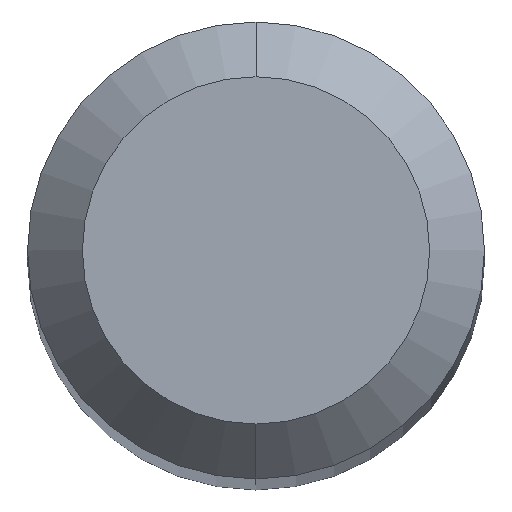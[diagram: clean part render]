
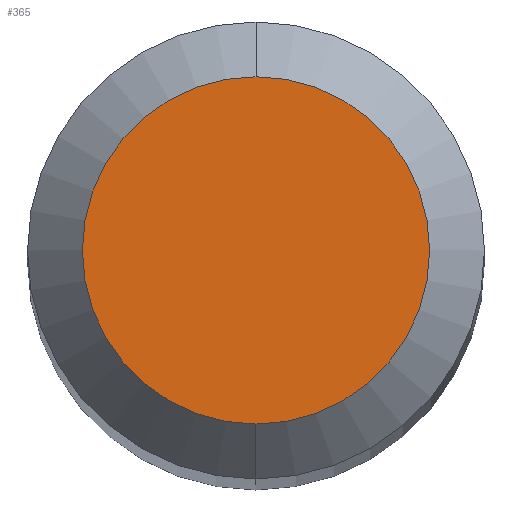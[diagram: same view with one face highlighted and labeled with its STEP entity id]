
A CAD part, top view. The second image highlights one B-rep face of the part: STEP entity #365.
In plain terms, the highlighted planar face has unit normal (0, 0, 1).
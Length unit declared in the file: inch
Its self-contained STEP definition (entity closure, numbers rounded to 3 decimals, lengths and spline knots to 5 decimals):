
#1 = DIRECTION ( 'NONE',  ( 0., 1., 0. ) ) ;
#10 = CIRCLE ( 'NONE', #418, 0.0475 ) ;
#21 = DIRECTION ( 'NONE',  ( 0., 0., 1. ) ) ;
#52 = CARTESIAN_POINT ( 'NONE',  ( 0., 0., 0. ) ) ;
#65 = DIRECTION ( 'NONE',  ( 0., -1., 0. ) ) ;
#102 = EDGE_LOOP ( 'NONE', ( #518, #422 ) ) ;
#141 = CARTESIAN_POINT ( 'NONE',  ( 0., 0.0475, 0. ) ) ;
#143 = VERTEX_POINT ( 'NONE', #229 ) ;
#163 = EDGE_CURVE ( 'NONE', #143, #391, #10, .T. ) ;
#173 = CARTESIAN_POINT ( 'NONE',  ( 0., 0.0475, 0. ) ) ;
#185 = PLANE ( 'NONE',  #288 ) ;
#215 = CARTESIAN_POINT ( 'NONE',  ( 0., 0., 0. ) ) ;
#229 = CARTESIAN_POINT ( 'NONE',  ( 0., -0.0475, 0. ) ) ;
#288 = AXIS2_PLACEMENT_3D ( 'NONE', #173, #385, #1 ) ;
#331 = AXIS2_PLACEMENT_3D ( 'NONE', #52, #21, #65 ) ;
#365 = ADVANCED_FACE ( 'NONE', ( #395 ), #185, .F. ) ;
#385 = DIRECTION ( 'NONE',  ( 0., 0., -1. ) ) ;
#391 = VERTEX_POINT ( 'NONE', #141 ) ;
#395 = FACE_OUTER_BOUND ( 'NONE', #102, .T. ) ;
#418 = AXIS2_PLACEMENT_3D ( 'NONE', #215, #561, #443 ) ;
#422 = ORIENTED_EDGE ( 'NONE', *, *, #163, .T. ) ;
#429 = CIRCLE ( 'NONE', #331, 0.0475 ) ;
#443 = DIRECTION ( 'NONE',  ( 0., -1., 0. ) ) ;
#455 = EDGE_CURVE ( 'NONE', #391, #143, #429, .T. ) ;
#518 = ORIENTED_EDGE ( 'NONE', *, *, #455, .T. ) ;
#561 = DIRECTION ( 'NONE',  ( 0., 0., 1. ) ) ;
